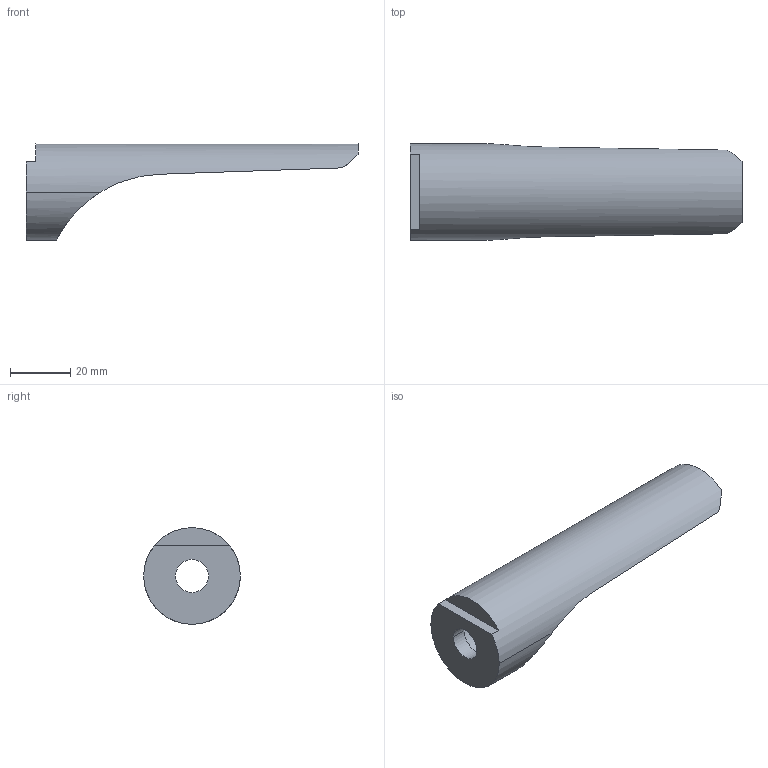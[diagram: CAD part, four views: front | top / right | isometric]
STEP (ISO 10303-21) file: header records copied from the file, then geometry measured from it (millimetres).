
FILE_DESCRIPTION(('CATIA V5 STEP Exchange'),'2;1');
FILE_NAME('repose pied.stp','2019-05-26T11:06:37+00:00',('none'),('none'),'CATIA Version 5 Release 19 GA (IN-10)','CATIA V5 STEP AP203','none');
FILE_SCHEMA(('CONFIG_CONTROL_DESIGN'));
Length unit declared in the file: millimetre
Products named in the file (1): Pièce1
Bounding box: 110 x 32 x 32 mm (x, y, z)
Volume: 21838.1 mm3; surface area: 10471.7 mm2
Topology: 1 solids, 1 shells, 15 faces, 40 edges, 27 vertices
Faces by surface type: plane 8, cylinder 7
Entity records: 584 total; most frequent: CARTESIAN_POINT 203, ORIENTED_EDGE 80, DIRECTION 48, EDGE_CURVE 40, VERTEX_POINT 27, AXIS2_PLACEMENT_3D 23, EDGE_LOOP 17, VECTOR 15
